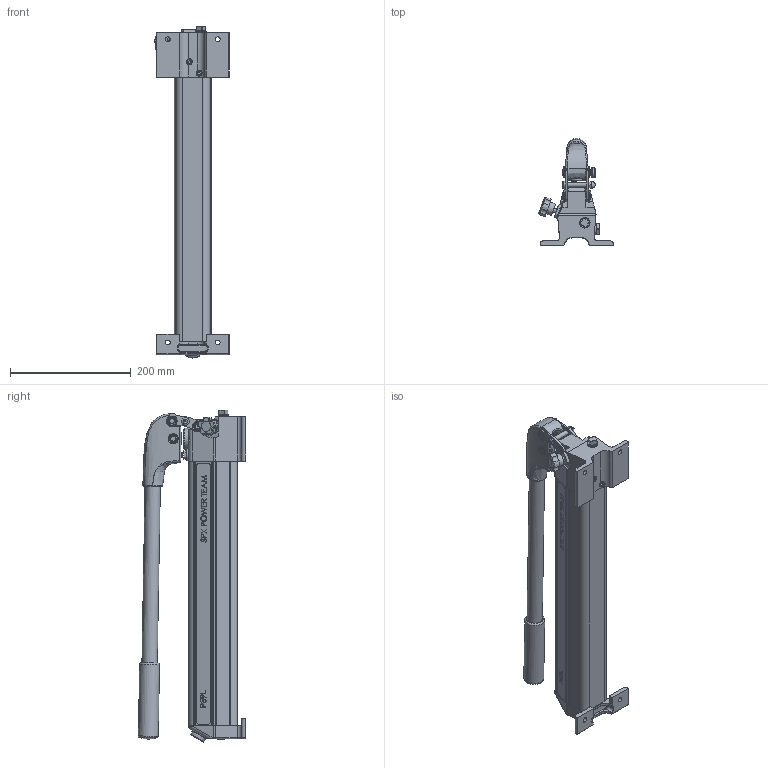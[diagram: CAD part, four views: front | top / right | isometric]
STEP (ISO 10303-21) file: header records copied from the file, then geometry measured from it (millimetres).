
FILE_DESCRIPTION (( 'STEP AP203' ), '1' );
FILE_NAME ('DER23015876_P59L.STEP', '2024-09-26T13:00:16', ( '' ), ( '' ), 'SwSTEP 2.0', 'SolidWorks 2022', '' );
FILE_SCHEMA (( 'CONFIG_CONTROL_DESIGN' ));
Length unit declared in the file: millimetre
Products named in the file (1): DER23015876_P59L
Bounding box: 123.15 x 177.49 x 549.31 mm (x, y, z)
Surface area: 295238.2 mm2 (no closed solid volume)
Topology: 0 solids, 108 shells, 780 faces, 3456 edges, 2735 vertices
Faces by surface type: plane 363, cylinder 180, cone 142, bspline 54, torus 40, sphere 1
Full cylindrical faces by diameter (mm): 4.216 x1, 6.175 x2, 6.323 x1, 7.62 x1, 7.795 x2, 7.92 x2, 7.925 x2, 7.938 x1, 7.95 x2, 8.731 x1, 9.144 x6, 9.525 x9, 9.652 x2, 11.125 x1, 12.497 x1, 12.7 x1, 13.894 x1, 15.872 x2, 17.145 x1, 17.196 x2, 18.161 x1, 19.05 x2, 20.066 x1, 20.726 x1, 25.349 x1, 25.4 x2, 33.02 x1, 34.29 x1, 39.7 x1, 40.005 x1
Entity records: 46358 total; most frequent: CARTESIAN_POINT 21239, ORIENTED_EDGE 4694, DIRECTION 4387, EDGE_CURVE 3295, VERTEX_POINT 2695, VECTOR 1597, LINE 1597, AXIS2_PLACEMENT_3D 1395
